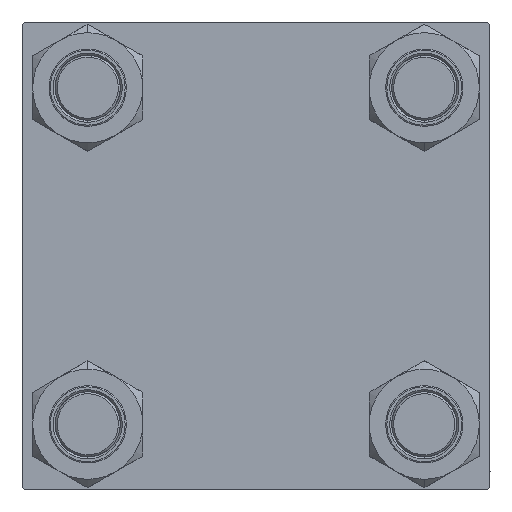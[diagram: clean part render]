
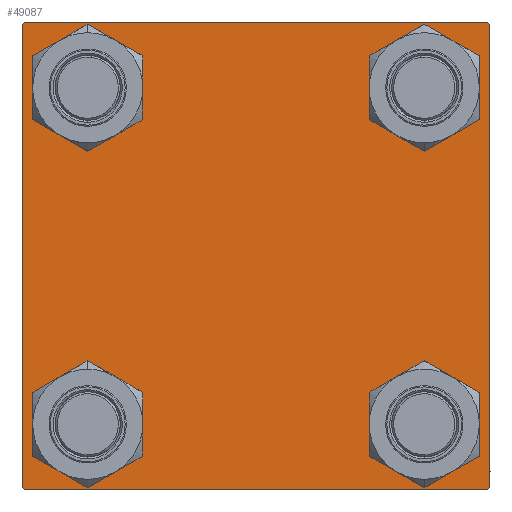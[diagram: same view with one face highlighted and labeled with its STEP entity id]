
A CAD part, left-side view. The second image highlights one B-rep face of the part: STEP entity #49087.
In plain terms, the highlighted planar face has unit normal (-1, 0, 0).
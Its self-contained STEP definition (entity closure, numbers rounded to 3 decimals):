
#871 = DIRECTION ( 'NONE',  ( 0., 0., 1. ) ) ;
#999 = DIRECTION ( 'NONE',  ( 1., 0., 0. ) ) ;
#1030 = CARTESIAN_POINT ( 'NONE',  ( 0., -57.25, 57.25 ) ) ;
#1561 = VERTEX_POINT ( 'NONE', #2361 ) ;
#1738 = VERTEX_POINT ( 'NONE', #5148 ) ;
#2074 = ORIENTED_EDGE ( 'NONE', *, *, #28757, .T. ) ;
#2361 = CARTESIAN_POINT ( 'NONE',  ( 0., 57., 57.5 ) ) ;
#2991 = EDGE_CURVE ( 'NONE', #26898, #1738, #42337, .T. ) ;
#3390 = CARTESIAN_POINT ( 'NONE',  ( 0., -57., -57.5 ) ) ;
#3628 = AXIS2_PLACEMENT_3D ( 'NONE', #40151, #5830, #28639 ) ;
#3678 = CARTESIAN_POINT ( 'NONE',  ( 0., 57.5, -57.5 ) ) ;
#5117 = VERTEX_POINT ( 'NONE', #50024 ) ;
#5135 = EDGE_CURVE ( 'NONE', #45463, #5117, #42357, .T. ) ;
#5148 = CARTESIAN_POINT ( 'NONE',  ( 0., -57.5, -57. ) ) ;
#5163 = AXIS2_PLACEMENT_3D ( 'NONE', #22129, #6270, #37483 ) ;
#5830 = DIRECTION ( 'NONE',  ( 1., 0., 0. ) ) ;
#5974 = ORIENTED_EDGE ( 'NONE', *, *, #44758, .T. ) ;
#6241 = CARTESIAN_POINT ( 'NONE',  ( 0., -41.35, 41.35 ) ) ;
#6270 = DIRECTION ( 'NONE',  ( 1., 0., 0. ) ) ;
#6431 = CARTESIAN_POINT ( 'NONE',  ( 0., -57.5, 57.5 ) ) ;
#7291 = DIRECTION ( 'NONE',  ( 0., 0.707, 0.707 ) ) ;
#7826 = VERTEX_POINT ( 'NONE', #43701 ) ;
#8776 = EDGE_CURVE ( 'NONE', #11012, #28166, #35533, .T. ) ;
#9216 = DIRECTION ( 'NONE',  ( 0., 0., 1. ) ) ;
#9920 = EDGE_CURVE ( 'NONE', #20407, #24754, #18405, .T. ) ;
#10163 = VECTOR ( 'NONE', #33901, 1000. ) ;
#10367 = CARTESIAN_POINT ( 'NONE',  ( 0., -57.25, -57.25 ) ) ;
#10725 = EDGE_LOOP ( 'NONE', ( #39669, #24039 ) ) ;
#11012 = VERTEX_POINT ( 'NONE', #31516 ) ;
#11980 = ORIENTED_EDGE ( 'NONE', *, *, #5135, .T. ) ;
#12811 = DIRECTION ( 'NONE',  ( 0., 0., 1. ) ) ;
#12821 = CARTESIAN_POINT ( 'NONE',  ( 0., 57.25, 57.25 ) ) ;
#12898 = CARTESIAN_POINT ( 'NONE',  ( 0., -41.35, 32.85 ) ) ;
#13057 = CARTESIAN_POINT ( 'NONE',  ( 0., 57.25, -57.25 ) ) ;
#13933 = DIRECTION ( 'NONE',  ( 0., 0., 1. ) ) ;
#14143 = CARTESIAN_POINT ( 'NONE',  ( 0., 41.35, -49.85 ) ) ;
#14379 = LINE ( 'NONE', #6431, #41334 ) ;
#15181 = CARTESIAN_POINT ( 'NONE',  ( 0., -41.35, -41.35 ) ) ;
#15902 = LINE ( 'NONE', #12821, #29892 ) ;
#16023 = FACE_BOUND ( 'NONE', #10725, .T. ) ;
#16131 = VERTEX_POINT ( 'NONE', #46416 ) ;
#16283 = DIRECTION ( 'NONE',  ( 0., 0., 1. ) ) ;
#16394 = CARTESIAN_POINT ( 'NONE',  ( 0., 41.35, -41.35 ) ) ;
#16758 = DIRECTION ( 'NONE',  ( 1., 0., 0. ) ) ;
#17437 = EDGE_LOOP ( 'NONE', ( #43669, #21683 ) ) ;
#17766 = DIRECTION ( 'NONE',  ( 1., 0., 0. ) ) ;
#18405 = CIRCLE ( 'NONE', #20856, 8.5 ) ;
#18978 = CIRCLE ( 'NONE', #32880, 8.5 ) ;
#19048 = CARTESIAN_POINT ( 'NONE',  ( 0., 57.5, 57.5 ) ) ;
#19414 = VERTEX_POINT ( 'NONE', #14143 ) ;
#19922 = VECTOR ( 'NONE', #25613, 1000. ) ;
#20109 = DIRECTION ( 'NONE',  ( 1., 0., 0. ) ) ;
#20139 = VECTOR ( 'NONE', #31083, 1000. ) ;
#20407 = VERTEX_POINT ( 'NONE', #12898 ) ;
#20856 = AXIS2_PLACEMENT_3D ( 'NONE', #36941, #16758, #40544 ) ;
#21344 = CARTESIAN_POINT ( 'NONE',  ( 0., 57.5, -57. ) ) ;
#21617 = VECTOR ( 'NONE', #7291, 1000. ) ;
#21683 = ORIENTED_EDGE ( 'NONE', *, *, #37562, .T. ) ;
#22129 = CARTESIAN_POINT ( 'NONE',  ( 0., 41.35, -41.35 ) ) ;
#22513 = LINE ( 'NONE', #38132, #19922 ) ;
#22545 = AXIS2_PLACEMENT_3D ( 'NONE', #6241, #17766, #13933 ) ;
#23867 = CIRCLE ( 'NONE', #38606, 8.5 ) ;
#23929 = DIRECTION ( 'NONE',  ( -1., 0., 0. ) ) ;
#23967 = VERTEX_POINT ( 'NONE', #26459 ) ;
#24039 = ORIENTED_EDGE ( 'NONE', *, *, #9920, .T. ) ;
#24708 = FACE_BOUND ( 'NONE', #17437, .T. ) ;
#24754 = VERTEX_POINT ( 'NONE', #37241 ) ;
#25613 = DIRECTION ( 'NONE',  ( 0., 0., -1. ) ) ;
#26360 = CIRCLE ( 'NONE', #28810, 8.5 ) ;
#26459 = CARTESIAN_POINT ( 'NONE',  ( 0., 41.35, 32.85 ) ) ;
#26898 = VERTEX_POINT ( 'NONE', #3390 ) ;
#27355 = VERTEX_POINT ( 'NONE', #21344 ) ;
#28166 = VERTEX_POINT ( 'NONE', #37770 ) ;
#28559 = FACE_OUTER_BOUND ( 'NONE', #49850, .T. ) ;
#28639 = DIRECTION ( 'NONE',  ( 0., 0., 1. ) ) ;
#28757 = EDGE_CURVE ( 'NONE', #23967, #7826, #18978, .T. ) ;
#28789 = EDGE_CURVE ( 'NONE', #16131, #19414, #23867, .T. ) ;
#28797 = FACE_BOUND ( 'NONE', #36943, .T. ) ;
#28810 = AXIS2_PLACEMENT_3D ( 'NONE', #39308, #20109, #16283 ) ;
#29161 = DIRECTION ( 'NONE',  ( 0., -0.707, -0.707 ) ) ;
#29556 = CARTESIAN_POINT ( 'NONE',  ( 0., -57.5, 57. ) ) ;
#29727 = DIRECTION ( 'NONE',  ( 0., 0., -1. ) ) ;
#29892 = VECTOR ( 'NONE', #32011, 1000. ) ;
#30049 = AXIS2_PLACEMENT_3D ( 'NONE', #40314, #23929, #871 ) ;
#30083 = VECTOR ( 'NONE', #46175, 1000. ) ;
#30121 = ORIENTED_EDGE ( 'NONE', *, *, #33060, .T. ) ;
#31049 = DIRECTION ( 'NONE',  ( 0., 0., 1. ) ) ;
#31083 = DIRECTION ( 'NONE',  ( 0., -1., 0. ) ) ;
#31101 = ORIENTED_EDGE ( 'NONE', *, *, #2991, .T. ) ;
#31328 = CIRCLE ( 'NONE', #5163, 8.5 ) ;
#31516 = CARTESIAN_POINT ( 'NONE',  ( 0., -41.35, -32.85 ) ) ;
#32002 = DIRECTION ( 'NONE',  ( 1., 0., 0. ) ) ;
#32011 = DIRECTION ( 'NONE',  ( 0., 0.707, -0.707 ) ) ;
#32092 = CARTESIAN_POINT ( 'NONE',  ( 0., 57.5, 57. ) ) ;
#32137 = FACE_BOUND ( 'NONE', #36461, .T. ) ;
#32880 = AXIS2_PLACEMENT_3D ( 'NONE', #44523, #999, #9216 ) ;
#33060 = EDGE_CURVE ( 'NONE', #7826, #23967, #26360, .T. ) ;
#33901 = DIRECTION ( 'NONE',  ( 0., -0.707, 0.707 ) ) ;
#34756 = ORIENTED_EDGE ( 'NONE', *, *, #35566, .T. ) ;
#35275 = ORIENTED_EDGE ( 'NONE', *, *, #36572, .T. ) ;
#35533 = CIRCLE ( 'NONE', #3628, 8.5 ) ;
#35566 = EDGE_CURVE ( 'NONE', #19414, #16131, #31328, .T. ) ;
#35867 = VERTEX_POINT ( 'NONE', #32092 ) ;
#36401 = VERTEX_POINT ( 'NONE', #37999 ) ;
#36461 = EDGE_LOOP ( 'NONE', ( #30121, #2074 ) ) ;
#36572 = EDGE_CURVE ( 'NONE', #35867, #27355, #22513, .T. ) ;
#36941 = CARTESIAN_POINT ( 'NONE',  ( 0., -41.35, 41.35 ) ) ;
#36943 = EDGE_LOOP ( 'NONE', ( #38410, #34756 ) ) ;
#37241 = CARTESIAN_POINT ( 'NONE',  ( 0., -41.35, 49.85 ) ) ;
#37483 = DIRECTION ( 'NONE',  ( 0., 0., 1. ) ) ;
#37524 = ORIENTED_EDGE ( 'NONE', *, *, #46499, .T. ) ;
#37562 = EDGE_CURVE ( 'NONE', #28166, #11012, #46924, .T. ) ;
#37770 = CARTESIAN_POINT ( 'NONE',  ( 0., -41.35, -49.85 ) ) ;
#37999 = CARTESIAN_POINT ( 'NONE',  ( 0., 57., -57.5 ) ) ;
#38132 = CARTESIAN_POINT ( 'NONE',  ( 0., 57.5, 57.5 ) ) ;
#38410 = ORIENTED_EDGE ( 'NONE', *, *, #28789, .T. ) ;
#38606 = AXIS2_PLACEMENT_3D ( 'NONE', #16394, #32002, #12811 ) ;
#38754 = LINE ( 'NONE', #3678, #20139 ) ;
#39308 = CARTESIAN_POINT ( 'NONE',  ( 0., 41.35, 41.35 ) ) ;
#39669 = ORIENTED_EDGE ( 'NONE', *, *, #42213, .T. ) ;
#39834 = VECTOR ( 'NONE', #29161, 1000. ) ;
#40151 = CARTESIAN_POINT ( 'NONE',  ( 0., -41.35, -41.35 ) ) ;
#40314 = CARTESIAN_POINT ( 'NONE',  ( 0., 0., 0. ) ) ;
#40544 = DIRECTION ( 'NONE',  ( 0., 0., 1. ) ) ;
#40681 = LINE ( 'NONE', #13057, #39834 ) ;
#41134 = EDGE_CURVE ( 'NONE', #45463, #1738, #14379, .T. ) ;
#41334 = VECTOR ( 'NONE', #29727, 1000. ) ;
#41590 = LINE ( 'NONE', #19048, #30083 ) ;
#41792 = ORIENTED_EDGE ( 'NONE', *, *, #48454, .T. ) ;
#42213 = EDGE_CURVE ( 'NONE', #24754, #20407, #50360, .T. ) ;
#42337 = LINE ( 'NONE', #10367, #10163 ) ;
#42357 = LINE ( 'NONE', #1030, #21617 ) ;
#42759 = ORIENTED_EDGE ( 'NONE', *, *, #41134, .F. ) ;
#43669 = ORIENTED_EDGE ( 'NONE', *, *, #8776, .T. ) ;
#43701 = CARTESIAN_POINT ( 'NONE',  ( 0., 41.35, 49.85 ) ) ;
#44523 = CARTESIAN_POINT ( 'NONE',  ( 0., 41.35, 41.35 ) ) ;
#44758 = EDGE_CURVE ( 'NONE', #1561, #35867, #15902, .T. ) ;
#45463 = VERTEX_POINT ( 'NONE', #29556 ) ;
#46114 = AXIS2_PLACEMENT_3D ( 'NONE', #15181, #49734, #31049 ) ;
#46175 = DIRECTION ( 'NONE',  ( 0., -1., 0. ) ) ;
#46416 = CARTESIAN_POINT ( 'NONE',  ( 0., 41.35, -32.85 ) ) ;
#46499 = EDGE_CURVE ( 'NONE', #36401, #26898, #38754, .T. ) ;
#46924 = CIRCLE ( 'NONE', #46114, 8.5 ) ;
#48250 = PLANE ( 'NONE',  #30049 ) ;
#48454 = EDGE_CURVE ( 'NONE', #27355, #36401, #40681, .T. ) ;
#49087 = ADVANCED_FACE ( 'NONE', ( #16023, #24708, #28797, #32137, #28559 ), #48250, .T. ) ;
#49734 = DIRECTION ( 'NONE',  ( 1., 0., 0. ) ) ;
#49833 = EDGE_CURVE ( 'NONE', #1561, #5117, #41590, .T. ) ;
#49850 = EDGE_LOOP ( 'NONE', ( #35275, #41792, #37524, #31101, #42759, #11980, #49861, #5974 ) ) ;
#49861 = ORIENTED_EDGE ( 'NONE', *, *, #49833, .F. ) ;
#50024 = CARTESIAN_POINT ( 'NONE',  ( 0., -57., 57.5 ) ) ;
#50360 = CIRCLE ( 'NONE', #22545, 8.5 ) ;
